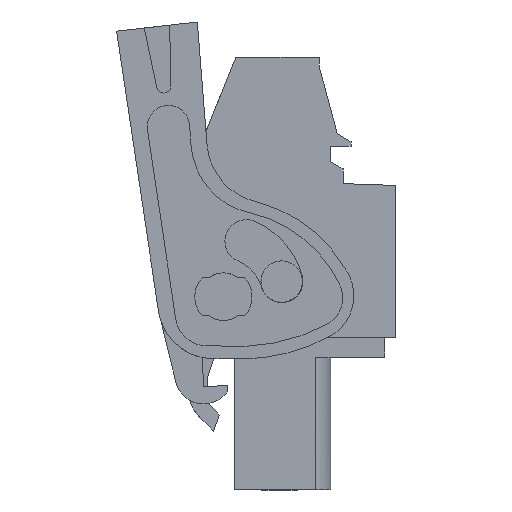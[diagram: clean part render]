
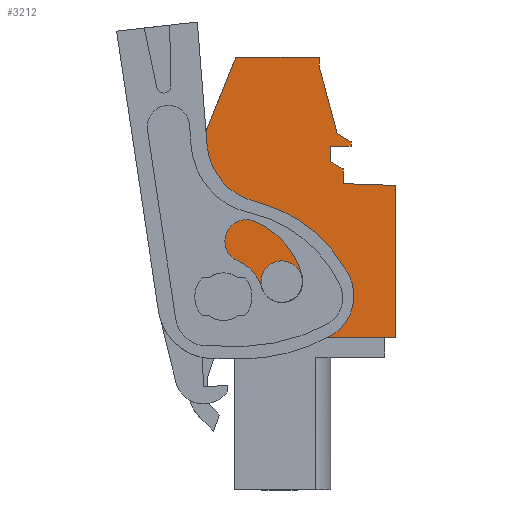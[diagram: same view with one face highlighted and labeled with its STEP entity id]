
A CAD part, left-side view. The second image highlights one B-rep face of the part: STEP entity #3212.
In plain terms, the highlighted planar face has unit normal (-1, 0, 0).
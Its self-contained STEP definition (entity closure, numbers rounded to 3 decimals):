
#3076=AXIS2_PLACEMENT_3D('Plane Axis2P3D',#3073,#3074,#3075) ;
#3178=AXIS2_PLACEMENT_3D('Circle Axis2P3D',#3176,#3177,$) ;
#3187=AXIS2_PLACEMENT_3D('Circle Axis2P3D',#3185,#3186,$) ;
#3196=AXIS2_PLACEMENT_3D('Circle Axis2P3D',#3194,#3195,$) ;
#3205=AXIS2_PLACEMENT_3D('Circle Axis2P3D',#3203,#3204,$) ;
#2453=CARTESIAN_POINT('Vertex',(4.85,14.05,9.599)) ;
#2456=CARTESIAN_POINT('Line Origine',(4.85,14.05,13.424)) ;
#2460=CARTESIAN_POINT('Vertex',(4.85,14.05,17.249)) ;
#2785=CARTESIAN_POINT('Line Origine',(4.85,7.025,9.599)) ;
#2789=CARTESIAN_POINT('Vertex',(4.85,0.,9.599)) ;
#3073=CARTESIAN_POINT('Axis2P3D Location',(4.85,0.,0.)) ;
#3078=CARTESIAN_POINT('Line Origine',(4.85,3.287,19.724)) ;
#3082=CARTESIAN_POINT('Vertex',(4.85,3.287,19.262)) ;
#3084=CARTESIAN_POINT('Vertex',(4.85,3.287,20.187)) ;
#3087=CARTESIAN_POINT('Line Origine',(4.85,3.687,20.418)) ;
#3091=CARTESIAN_POINT('Vertex',(4.85,4.087,20.649)) ;
#3094=CARTESIAN_POINT('Line Origine',(4.85,4.087,21.124)) ;
#3098=CARTESIAN_POINT('Vertex',(4.85,4.087,21.599)) ;
#3101=CARTESIAN_POINT('Line Origine',(4.85,3.437,21.599)) ;
#3105=CARTESIAN_POINT('Vertex',(4.85,2.787,21.599)) ;
#3108=CARTESIAN_POINT('Line Origine',(4.85,2.787,21.749)) ;
#3112=CARTESIAN_POINT('Vertex',(4.85,2.787,21.899)) ;
#3115=CARTESIAN_POINT('Line Origine',(4.85,3.22,22.149)) ;
#3119=CARTESIAN_POINT('Vertex',(4.85,3.653,22.399)) ;
#3122=CARTESIAN_POINT('Line Origine',(4.85,4.222,24.524)) ;
#3126=CARTESIAN_POINT('Vertex',(4.85,4.792,26.649)) ;
#3129=CARTESIAN_POINT('Line Origine',(4.85,4.792,26.924)) ;
#3133=CARTESIAN_POINT('Vertex',(4.85,4.792,27.199)) ;
#3136=CARTESIAN_POINT('Line Origine',(4.85,7.411,27.199)) ;
#3140=CARTESIAN_POINT('Vertex',(4.85,10.03,27.199)) ;
#3143=CARTESIAN_POINT('Line Origine',(4.85,12.04,22.224)) ;
#3148=CARTESIAN_POINT('Line Origine',(4.85,0.,14.373)) ;
#3152=CARTESIAN_POINT('Vertex',(4.85,0.,19.147)) ;
#3155=CARTESIAN_POINT('Line Origine',(4.85,1.643,19.204)) ;
#3176=CARTESIAN_POINT('Axis2P3D Location',(4.85,7.152,13.104)) ;
#3180=CARTESIAN_POINT('Vertex',(4.85,8.452,13.104)) ;
#3182=CARTESIAN_POINT('Vertex',(4.85,5.852,13.104)) ;
#3185=CARTESIAN_POINT('Axis2P3D Location',(4.85,7.152,13.104)) ;
#3194=CARTESIAN_POINT('Axis2P3D Location',(4.85,10.812,12.154)) ;
#3198=CARTESIAN_POINT('Vertex',(4.85,10.812,10.654)) ;
#3200=CARTESIAN_POINT('Vertex',(4.85,10.812,13.654)) ;
#3203=CARTESIAN_POINT('Axis2P3D Location',(4.85,10.812,12.154)) ;
#2457=DIRECTION('Vector Direction',(0.,0.,1.)) ;
#2786=DIRECTION('Vector Direction',(0.,1.,0.)) ;
#3074=DIRECTION('Axis2P3D Direction',(-1.,0.,0.)) ;
#3075=DIRECTION('Axis2P3D XDirection',(0.,0.,1.)) ;
#3079=DIRECTION('Vector Direction',(0.,0.,-1.)) ;
#3088=DIRECTION('Vector Direction',(0.,-0.866,-0.5)) ;
#3095=DIRECTION('Vector Direction',(0.,0.,-1.)) ;
#3102=DIRECTION('Vector Direction',(0.,1.,0.)) ;
#3109=DIRECTION('Vector Direction',(0.,0.,-1.)) ;
#3116=DIRECTION('Vector Direction',(0.,-0.866,-0.5)) ;
#3123=DIRECTION('Vector Direction',(0.,-0.259,-0.966)) ;
#3130=DIRECTION('Vector Direction',(0.,0.,-1.)) ;
#3137=DIRECTION('Vector Direction',(0.,-1.,0.)) ;
#3144=DIRECTION('Vector Direction',(0.,0.375,-0.927)) ;
#3149=DIRECTION('Vector Direction',(0.,0.,1.)) ;
#3156=DIRECTION('Vector Direction',(0.,-0.999,-0.035)) ;
#3177=DIRECTION('Axis2P3D Direction',(-1.,0.,0.)) ;
#3186=DIRECTION('Axis2P3D Direction',(-1.,0.,0.)) ;
#3195=DIRECTION('Axis2P3D Direction',(-1.,0.,0.)) ;
#3204=DIRECTION('Axis2P3D Direction',(-1.,0.,0.)) ;
#2458=VECTOR('Line Direction',#2457,1.) ;
#2787=VECTOR('Line Direction',#2786,1.) ;
#3080=VECTOR('Line Direction',#3079,1.) ;
#3089=VECTOR('Line Direction',#3088,1.) ;
#3096=VECTOR('Line Direction',#3095,1.) ;
#3103=VECTOR('Line Direction',#3102,1.) ;
#3110=VECTOR('Line Direction',#3109,1.) ;
#3117=VECTOR('Line Direction',#3116,1.) ;
#3124=VECTOR('Line Direction',#3123,1.) ;
#3131=VECTOR('Line Direction',#3130,1.) ;
#3138=VECTOR('Line Direction',#3137,1.) ;
#3145=VECTOR('Line Direction',#3144,1.) ;
#3150=VECTOR('Line Direction',#3149,1.) ;
#3157=VECTOR('Line Direction',#3156,1.) ;
#3161=ORIENTED_EDGE('',*,*,#3086,.T.) ;
#3162=ORIENTED_EDGE('',*,*,#3093,.T.) ;
#3163=ORIENTED_EDGE('',*,*,#3100,.T.) ;
#3164=ORIENTED_EDGE('',*,*,#3107,.T.) ;
#3165=ORIENTED_EDGE('',*,*,#3114,.T.) ;
#3166=ORIENTED_EDGE('',*,*,#3121,.T.) ;
#3167=ORIENTED_EDGE('',*,*,#3128,.T.) ;
#3168=ORIENTED_EDGE('',*,*,#3135,.T.) ;
#3169=ORIENTED_EDGE('',*,*,#3142,.T.) ;
#3170=ORIENTED_EDGE('',*,*,#3147,.T.) ;
#3171=ORIENTED_EDGE('',*,*,#2462,.T.) ;
#3172=ORIENTED_EDGE('',*,*,#2791,.T.) ;
#3173=ORIENTED_EDGE('',*,*,#3154,.T.) ;
#3174=ORIENTED_EDGE('',*,*,#3159,.T.) ;
#3191=ORIENTED_EDGE('',*,*,#3184,.F.) ;
#3192=ORIENTED_EDGE('',*,*,#3189,.F.) ;
#3209=ORIENTED_EDGE('',*,*,#3202,.F.) ;
#3210=ORIENTED_EDGE('',*,*,#3207,.F.) ;
#3193=FACE_BOUND('',#3190,.T.) ;
#3211=FACE_BOUND('',#3208,.T.) ;
#3212=ADVANCED_FACE('HOUSING',(#3175,#3193,#3211),#3077,.T.) ;
#3179=CIRCLE('generated circle',#3178,1.3) ;
#3188=CIRCLE('generated circle',#3187,1.3) ;
#3197=CIRCLE('generated circle',#3196,1.5) ;
#3206=CIRCLE('generated circle',#3205,1.5) ;
#2462=EDGE_CURVE('',#2461,#2454,#2459,.F.) ;
#2791=EDGE_CURVE('',#2454,#2790,#2788,.F.) ;
#3086=EDGE_CURVE('',#3083,#3085,#3081,.F.) ;
#3093=EDGE_CURVE('',#3085,#3092,#3090,.F.) ;
#3100=EDGE_CURVE('',#3092,#3099,#3097,.F.) ;
#3107=EDGE_CURVE('',#3099,#3106,#3104,.F.) ;
#3114=EDGE_CURVE('',#3106,#3113,#3111,.F.) ;
#3121=EDGE_CURVE('',#3113,#3120,#3118,.F.) ;
#3128=EDGE_CURVE('',#3120,#3127,#3125,.F.) ;
#3135=EDGE_CURVE('',#3127,#3134,#3132,.F.) ;
#3142=EDGE_CURVE('',#3134,#3141,#3139,.F.) ;
#3147=EDGE_CURVE('',#3141,#2461,#3146,.T.) ;
#3154=EDGE_CURVE('',#2790,#3153,#3151,.T.) ;
#3159=EDGE_CURVE('',#3153,#3083,#3158,.F.) ;
#3184=EDGE_CURVE('',#3181,#3183,#3179,.T.) ;
#3189=EDGE_CURVE('',#3183,#3181,#3188,.T.) ;
#3202=EDGE_CURVE('',#3199,#3201,#3197,.T.) ;
#3207=EDGE_CURVE('',#3201,#3199,#3206,.T.) ;
#3160=EDGE_LOOP('',(#3161,#3162,#3163,#3164,#3165,#3166,#3167,#3168,#3169,#3170,#3171,#3172,#3173,#3174)) ;
#3190=EDGE_LOOP('',(#3191,#3192)) ;
#3208=EDGE_LOOP('',(#3209,#3210)) ;
#3175=FACE_OUTER_BOUND('',#3160,.T.) ;
#2459=LINE('Line',#2456,#2458) ;
#2788=LINE('Line',#2785,#2787) ;
#3081=LINE('Line',#3078,#3080) ;
#3090=LINE('Line',#3087,#3089) ;
#3097=LINE('Line',#3094,#3096) ;
#3104=LINE('Line',#3101,#3103) ;
#3111=LINE('Line',#3108,#3110) ;
#3118=LINE('Line',#3115,#3117) ;
#3125=LINE('Line',#3122,#3124) ;
#3132=LINE('Line',#3129,#3131) ;
#3139=LINE('Line',#3136,#3138) ;
#3146=LINE('Line',#3143,#3145) ;
#3151=LINE('Line',#3148,#3150) ;
#3158=LINE('Line',#3155,#3157) ;
#3077=PLANE('',#3076) ;
#2454=VERTEX_POINT('',#2453) ;
#2461=VERTEX_POINT('',#2460) ;
#2790=VERTEX_POINT('',#2789) ;
#3083=VERTEX_POINT('',#3082) ;
#3085=VERTEX_POINT('',#3084) ;
#3092=VERTEX_POINT('',#3091) ;
#3099=VERTEX_POINT('',#3098) ;
#3106=VERTEX_POINT('',#3105) ;
#3113=VERTEX_POINT('',#3112) ;
#3120=VERTEX_POINT('',#3119) ;
#3127=VERTEX_POINT('',#3126) ;
#3134=VERTEX_POINT('',#3133) ;
#3141=VERTEX_POINT('',#3140) ;
#3153=VERTEX_POINT('',#3152) ;
#3181=VERTEX_POINT('',#3180) ;
#3183=VERTEX_POINT('',#3182) ;
#3199=VERTEX_POINT('',#3198) ;
#3201=VERTEX_POINT('',#3200) ;
